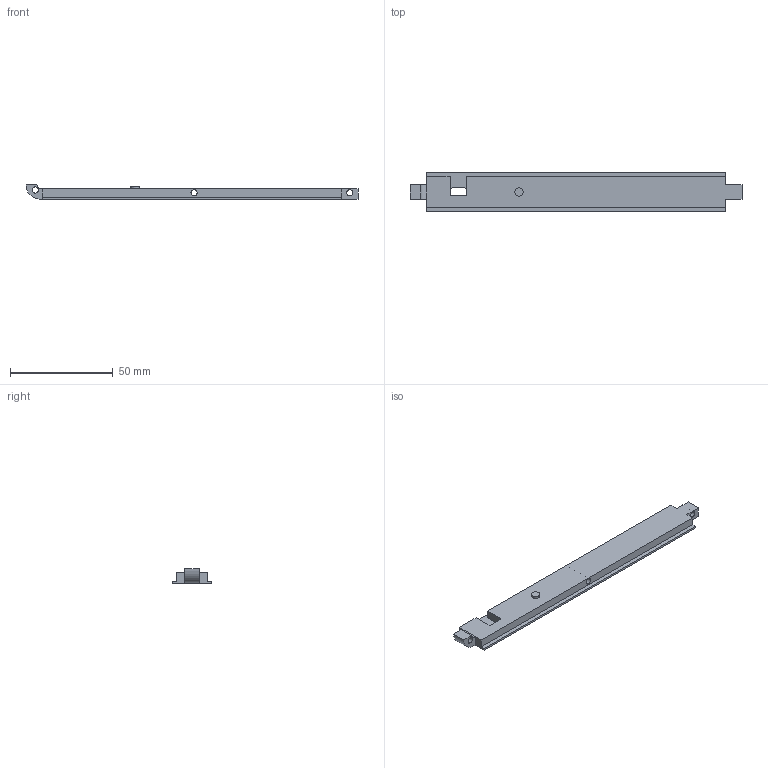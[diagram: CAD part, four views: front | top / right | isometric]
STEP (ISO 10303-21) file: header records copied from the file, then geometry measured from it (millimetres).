
FILE_DESCRIPTION (( 'STEP AP214' ), '1' );
FILE_NAME ('KBD_Box_FL.STEP', '2020-06-04T20:29:48', ( '1' ), ( '' ), 'SwSTEP 2.0', 'SolidWorks 2019', '' );
FILE_SCHEMA (( 'AUTOMOTIVE_DESIGN' ));
Length unit declared in the file: millimetre
Products named in the file (1): KBD_Box_FL
Bounding box: 161.4 x 19 x 7 mm (x, y, z)
Volume: 11532.4 mm3; surface area: 7800.3 mm2
Topology: 1 solids, 1 shells, 38 faces, 106 edges, 70 vertices
Faces by surface type: plane 24, cylinder 14
Entity records: 1272 total; most frequent: CARTESIAN_POINT 215, DIRECTION 212, ORIENTED_EDGE 212, EDGE_CURVE 106, LINE 78, VECTOR 78, VERTEX_POINT 70, AXIS2_PLACEMENT_3D 67
